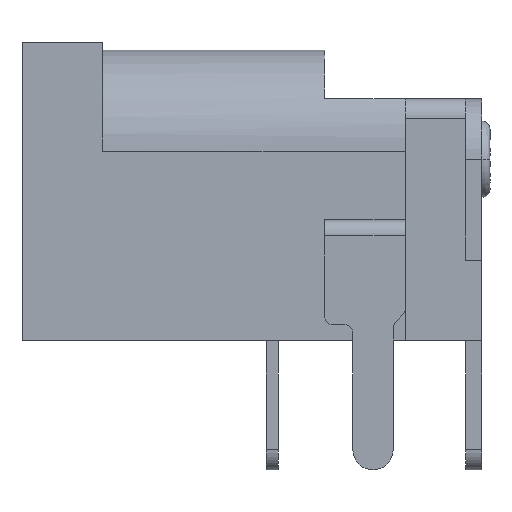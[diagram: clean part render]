
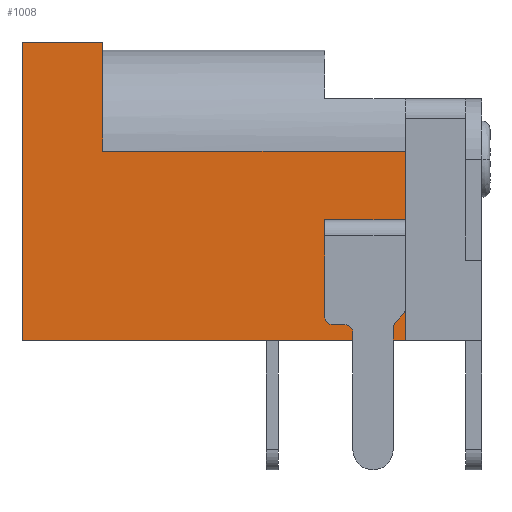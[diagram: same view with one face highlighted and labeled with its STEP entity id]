
A CAD part, front view. The second image highlights one B-rep face of the part: STEP entity #1008.
In plain terms, the highlighted planar face has unit normal (0, -1, 0).
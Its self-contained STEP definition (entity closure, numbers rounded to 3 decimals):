
#18 = EDGE_CURVE ( 'NONE', #2105, #1929, #1045, .T. ) ;
#28 = EDGE_LOOP ( 'NONE', ( #2366, #1199, #1064, #1815, #1581, #156 ) ) ;
#99 = CARTESIAN_POINT ( 'NONE',  ( 3.769, -2.432, 10.009 ) ) ;
#117 = CARTESIAN_POINT ( 'NONE',  ( 3.769, -2.432, 2.609 ) ) ;
#156 = ORIENTED_EDGE ( 'NONE', *, *, #1816, .T. ) ;
#161 = VERTEX_POINT ( 'NONE', #2185 ) ;
#173 = CARTESIAN_POINT ( 'NONE',  ( -5.731, -2.432, 10.009 ) ) ;
#195 = VECTOR ( 'NONE', #1629, 1000. ) ;
#206 = VECTOR ( 'NONE', #2329, 1000. ) ;
#247 = VECTOR ( 'NONE', #1184, 1000. ) ;
#357 = DIRECTION ( 'NONE',  ( 0., -1., 0. ) ) ;
#424 = CARTESIAN_POINT ( 'NONE',  ( 3.769, -2.432, 7.309 ) ) ;
#429 = DIRECTION ( 'NONE',  ( 0., 0., 1. ) ) ;
#439 = VECTOR ( 'NONE', #429, 1000. ) ;
#509 = DIRECTION ( 'NONE',  ( -1., 0., 0. ) ) ;
#580 = CARTESIAN_POINT ( 'NONE',  ( 3.769, -2.432, 2.609 ) ) ;
#614 = AXIS2_PLACEMENT_3D ( 'NONE', #117, #357, #2351 ) ;
#711 = LINE ( 'NONE', #895, #195 ) ;
#769 = VECTOR ( 'NONE', #2097, 1000. ) ;
#798 = LINE ( 'NONE', #1204, #769 ) ;
#895 = CARTESIAN_POINT ( 'NONE',  ( 3.769, -2.432, 2.609 ) ) ;
#899 = EDGE_CURVE ( 'NONE', #1929, #983, #798, .T. ) ;
#983 = VERTEX_POINT ( 'NONE', #2316 ) ;
#1008 = ADVANCED_FACE ( 'NONE', ( #1282 ), #1602, .T. ) ;
#1045 = LINE ( 'NONE', #2341, #1625 ) ;
#1064 = ORIENTED_EDGE ( 'NONE', *, *, #1713, .T. ) ;
#1076 = EDGE_CURVE ( 'NONE', #1470, #1143, #711, .T. ) ;
#1143 = VERTEX_POINT ( 'NONE', #1884 ) ;
#1184 = DIRECTION ( 'NONE',  ( -1., 0., 0. ) ) ;
#1199 = ORIENTED_EDGE ( 'NONE', *, *, #1076, .F. ) ;
#1204 = CARTESIAN_POINT ( 'NONE',  ( -3.731, -2.432, 2.609 ) ) ;
#1282 = FACE_OUTER_BOUND ( 'NONE', #28, .T. ) ;
#1470 = VERTEX_POINT ( 'NONE', #1573 ) ;
#1573 = CARTESIAN_POINT ( 'NONE',  ( 3.769, -2.432, 2.609 ) ) ;
#1581 = ORIENTED_EDGE ( 'NONE', *, *, #899, .T. ) ;
#1602 = PLANE ( 'NONE',  #614 ) ;
#1625 = VECTOR ( 'NONE', #509, 1000. ) ;
#1629 = DIRECTION ( 'NONE',  ( -1., 0., 0. ) ) ;
#1649 = LINE ( 'NONE', #173, #206 ) ;
#1700 = LINE ( 'NONE', #580, #439 ) ;
#1713 = EDGE_CURVE ( 'NONE', #1470, #2105, #1700, .T. ) ;
#1761 = LINE ( 'NONE', #99, #247 ) ;
#1815 = ORIENTED_EDGE ( 'NONE', *, *, #18, .T. ) ;
#1816 = EDGE_CURVE ( 'NONE', #983, #161, #1761, .T. ) ;
#1884 = CARTESIAN_POINT ( 'NONE',  ( -5.731, -2.432, 2.609 ) ) ;
#1929 = VERTEX_POINT ( 'NONE', #1951 ) ;
#1951 = CARTESIAN_POINT ( 'NONE',  ( -3.731, -2.432, 7.309 ) ) ;
#2036 = EDGE_CURVE ( 'NONE', #161, #1143, #1649, .T. ) ;
#2097 = DIRECTION ( 'NONE',  ( 0., 0., 1. ) ) ;
#2105 = VERTEX_POINT ( 'NONE', #424 ) ;
#2185 = CARTESIAN_POINT ( 'NONE',  ( -5.731, -2.432, 10.009 ) ) ;
#2316 = CARTESIAN_POINT ( 'NONE',  ( -3.731, -2.432, 10.009 ) ) ;
#2329 = DIRECTION ( 'NONE',  ( 0., 0., -1. ) ) ;
#2341 = CARTESIAN_POINT ( 'NONE',  ( 3.769, -2.432, 7.309 ) ) ;
#2351 = DIRECTION ( 'NONE',  ( 0., 0., -1. ) ) ;
#2366 = ORIENTED_EDGE ( 'NONE', *, *, #2036, .T. ) ;
